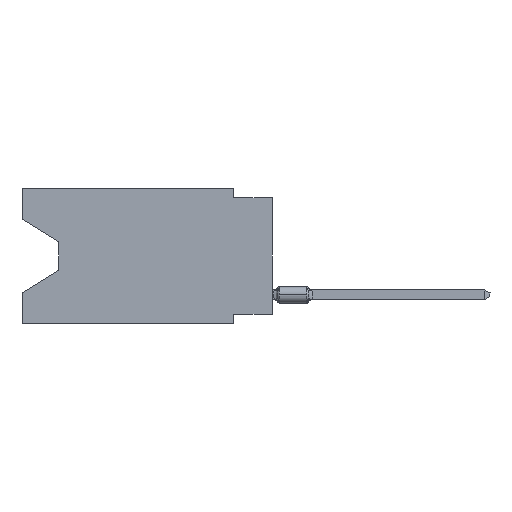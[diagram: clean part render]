
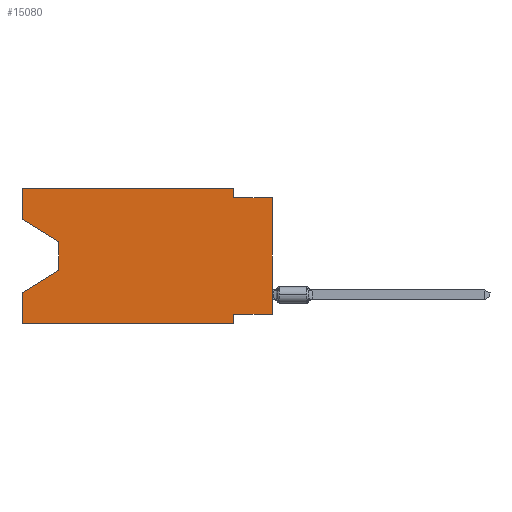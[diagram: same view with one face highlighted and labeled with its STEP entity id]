
A CAD part, left-side view. The second image highlights one B-rep face of the part: STEP entity #15080.
In plain terms, the highlighted planar face has unit normal (-1, 0, 0).
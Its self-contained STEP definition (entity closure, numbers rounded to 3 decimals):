
#17 = LINE ( 'NONE', #39865, #26793 ) ;
#637 = ORIENTED_EDGE ( 'NONE', *, *, #24467, .F. ) ;
#770 = ORIENTED_EDGE ( 'NONE', *, *, #17896, .T. ) ;
#784 = CARTESIAN_POINT ( 'NONE',  ( 0., 0., -8.255 ) ) ;
#1402 = VERTEX_POINT ( 'NONE', #19668 ) ;
#1591 = CARTESIAN_POINT ( 'NONE',  ( 0., 13.97, -3.505 ) ) ;
#1601 = FACE_OUTER_BOUND ( 'NONE', #46190, .T. ) ;
#1675 = CARTESIAN_POINT ( 'NONE',  ( 0., 0., 0. ) ) ;
#1696 = EDGE_CURVE ( 'NONE', #24818, #30965, #33390, .T. ) ;
#3091 = CARTESIAN_POINT ( 'NONE',  ( 0., 2.54, -0.635 ) ) ;
#3219 = CARTESIAN_POINT ( 'NONE',  ( 0., 2.54, -8.89 ) ) ;
#3501 = CARTESIAN_POINT ( 'NONE',  ( 0., 13.97, -5.385 ) ) ;
#4161 = DIRECTION ( 'NONE',  ( 0., 0., -1. ) ) ;
#5032 = LINE ( 'NONE', #29349, #43429 ) ;
#5182 = CARTESIAN_POINT ( 'NONE',  ( 0., 16.383, -8.89 ) ) ;
#6020 = CARTESIAN_POINT ( 'NONE',  ( 0., 13.97, -3.505 ) ) ;
#7297 = CARTESIAN_POINT ( 'NONE',  ( 0., 16.383, 0. ) ) ;
#7512 = EDGE_CURVE ( 'NONE', #1402, #24818, #5032, .T. ) ;
#9594 = DIRECTION ( 'NONE',  ( 1., 0., 0. ) ) ;
#10682 = CARTESIAN_POINT ( 'NONE',  ( 0., 0., -8.255 ) ) ;
#11118 = CARTESIAN_POINT ( 'NONE',  ( 0., 16.383, 0. ) ) ;
#11210 = DIRECTION ( 'NONE',  ( 0., 0., -1. ) ) ;
#12279 = ORIENTED_EDGE ( 'NONE', *, *, #19197, .T. ) ;
#12414 = VECTOR ( 'NONE', #26253, 1000. ) ;
#12834 = VECTOR ( 'NONE', #14108, 1000. ) ;
#14108 = DIRECTION ( 'NONE',  ( 0., -1., 0. ) ) ;
#15080 = ADVANCED_FACE ( 'NONE', ( #1601 ), #21499, .F. ) ;
#15081 = CARTESIAN_POINT ( 'NONE',  ( 0., 13.97, -5.385 ) ) ;
#15352 = LINE ( 'NONE', #3219, #26978 ) ;
#17191 = DIRECTION ( 'NONE',  ( 0., -0.855, -0.519 ) ) ;
#17731 = CARTESIAN_POINT ( 'NONE',  ( 0., 16.383, 0. ) ) ;
#17896 = EDGE_CURVE ( 'NONE', #27027, #35311, #33233, .T. ) ;
#18279 = DIRECTION ( 'NONE',  ( 0., -1., 0. ) ) ;
#18867 = VERTEX_POINT ( 'NONE', #27645 ) ;
#19008 = EDGE_CURVE ( 'NONE', #36538, #43246, #17, .T. ) ;
#19175 = LINE ( 'NONE', #7297, #32729 ) ;
#19197 = EDGE_CURVE ( 'NONE', #49592, #33682, #37271, .T. ) ;
#19613 = VECTOR ( 'NONE', #33493, 1000. ) ;
#19668 = CARTESIAN_POINT ( 'NONE',  ( 0., 16.383, -2.038 ) ) ;
#21167 = VERTEX_POINT ( 'NONE', #11118 ) ;
#21499 = PLANE ( 'NONE',  #32483 ) ;
#21618 = LINE ( 'NONE', #17731, #12834 ) ;
#23076 = DIRECTION ( 'NONE',  ( 0., 0., 1. ) ) ;
#23239 = EDGE_CURVE ( 'NONE', #43246, #35311, #50138, .T. ) ;
#23693 = ORIENTED_EDGE ( 'NONE', *, *, #43931, .F. ) ;
#24467 = EDGE_CURVE ( 'NONE', #27311, #33682, #15352, .T. ) ;
#24818 = VERTEX_POINT ( 'NONE', #6020 ) ;
#25991 = ORIENTED_EDGE ( 'NONE', *, *, #23239, .F. ) ;
#26057 = CARTESIAN_POINT ( 'NONE',  ( 0., 0., -0.635 ) ) ;
#26253 = DIRECTION ( 'NONE',  ( 0., 0., 1. ) ) ;
#26728 = LINE ( 'NONE', #50568, #12414 ) ;
#26793 = VECTOR ( 'NONE', #4161, 1000. ) ;
#26978 = VECTOR ( 'NONE', #11210, 1000. ) ;
#27027 = VERTEX_POINT ( 'NONE', #784 ) ;
#27311 = VERTEX_POINT ( 'NONE', #50693 ) ;
#27645 = CARTESIAN_POINT ( 'NONE',  ( 0., 16.383, -6.852 ) ) ;
#29004 = CARTESIAN_POINT ( 'NONE',  ( 0., 16.383, 0. ) ) ;
#29349 = CARTESIAN_POINT ( 'NONE',  ( 0., 16.383, -2.038 ) ) ;
#29853 = LINE ( 'NONE', #10682, #19613 ) ;
#30965 = VERTEX_POINT ( 'NONE', #3501 ) ;
#32326 = ORIENTED_EDGE ( 'NONE', *, *, #46069, .T. ) ;
#32483 = AXIS2_PLACEMENT_3D ( 'NONE', #29004, #9594, #32910 ) ;
#32729 = VECTOR ( 'NONE', #23076, 1000. ) ;
#32910 = DIRECTION ( 'NONE',  ( 0., 0., -1. ) ) ;
#33145 = DIRECTION ( 'NONE',  ( 0., 0., -1. ) ) ;
#33233 = LINE ( 'NONE', #1675, #41771 ) ;
#33390 = LINE ( 'NONE', #1591, #42629 ) ;
#33493 = DIRECTION ( 'NONE',  ( 0., 1., 0. ) ) ;
#33682 = VERTEX_POINT ( 'NONE', #50401 ) ;
#34202 = ORIENTED_EDGE ( 'NONE', *, *, #7512, .T. ) ;
#34723 = CARTESIAN_POINT ( 'NONE',  ( 0., 16.383, -8.89 ) ) ;
#35311 = VERTEX_POINT ( 'NONE', #37835 ) ;
#35738 = ORIENTED_EDGE ( 'NONE', *, *, #44522, .F. ) ;
#36538 = VERTEX_POINT ( 'NONE', #37096 ) ;
#36578 = DIRECTION ( 'NONE',  ( 0., 0., 1. ) ) ;
#36750 = DIRECTION ( 'NONE',  ( 0., -1., 0. ) ) ;
#37096 = CARTESIAN_POINT ( 'NONE',  ( 0., 2.54, 0. ) ) ;
#37271 = LINE ( 'NONE', #5182, #48318 ) ;
#37835 = CARTESIAN_POINT ( 'NONE',  ( 0., 0., -0.635 ) ) ;
#39865 = CARTESIAN_POINT ( 'NONE',  ( 0., 2.54, 0. ) ) ;
#41334 = EDGE_CURVE ( 'NONE', #27027, #27311, #29853, .T. ) ;
#41366 = VECTOR ( 'NONE', #42049, 1000. ) ;
#41771 = VECTOR ( 'NONE', #36578, 1000. ) ;
#42049 = DIRECTION ( 'NONE',  ( 0., 0.855, -0.519 ) ) ;
#42520 = LINE ( 'NONE', #15081, #41366 ) ;
#42629 = VECTOR ( 'NONE', #33145, 1000. ) ;
#43246 = VERTEX_POINT ( 'NONE', #3091 ) ;
#43429 = VECTOR ( 'NONE', #17191, 1000. ) ;
#43619 = ORIENTED_EDGE ( 'NONE', *, *, #46065, .F. ) ;
#43931 = EDGE_CURVE ( 'NONE', #21167, #36538, #21618, .T. ) ;
#44415 = VECTOR ( 'NONE', #18279, 1000. ) ;
#44522 = EDGE_CURVE ( 'NONE', #49592, #18867, #19175, .T. ) ;
#45027 = ORIENTED_EDGE ( 'NONE', *, *, #1696, .T. ) ;
#46065 = EDGE_CURVE ( 'NONE', #1402, #21167, #26728, .T. ) ;
#46069 = EDGE_CURVE ( 'NONE', #30965, #18867, #42520, .T. ) ;
#46190 = EDGE_LOOP ( 'NONE', ( #34202, #45027, #32326, #35738, #12279, #637, #47391, #770, #25991, #48140, #23693, #43619 ) ) ;
#47391 = ORIENTED_EDGE ( 'NONE', *, *, #41334, .F. ) ;
#48140 = ORIENTED_EDGE ( 'NONE', *, *, #19008, .F. ) ;
#48318 = VECTOR ( 'NONE', #36750, 1000. ) ;
#49592 = VERTEX_POINT ( 'NONE', #34723 ) ;
#50138 = LINE ( 'NONE', #26057, #44415 ) ;
#50401 = CARTESIAN_POINT ( 'NONE',  ( 0., 2.54, -8.89 ) ) ;
#50568 = CARTESIAN_POINT ( 'NONE',  ( 0., 16.383, 0. ) ) ;
#50693 = CARTESIAN_POINT ( 'NONE',  ( 0., 2.54, -8.255 ) ) ;
